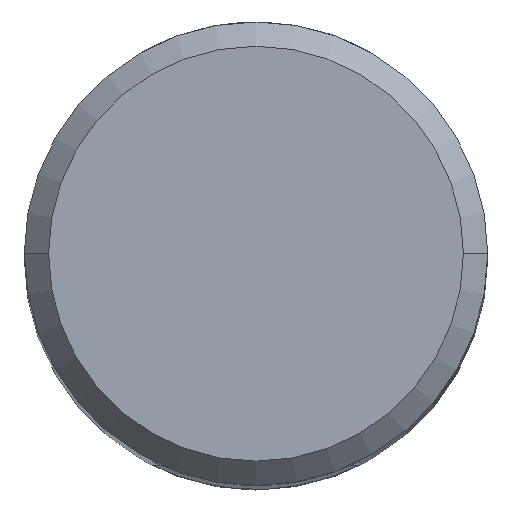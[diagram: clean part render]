
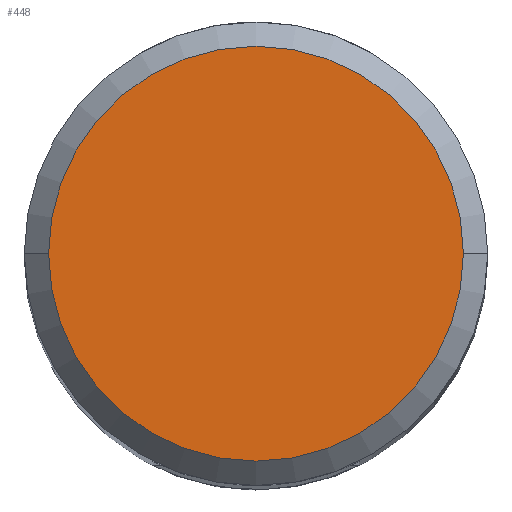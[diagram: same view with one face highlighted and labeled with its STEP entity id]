
A CAD part, top view. The second image highlights one B-rep face of the part: STEP entity #448.
In plain terms, the highlighted planar face has unit normal (0, 0, 1).
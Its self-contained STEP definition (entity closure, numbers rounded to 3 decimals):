
#284 = EDGE_CURVE('',#285,#287,#289,.T.);
#285 = VERTEX_POINT('',#286);
#286 = CARTESIAN_POINT('',(-8.525,0.,0.));
#287 = VERTEX_POINT('',#288);
#288 = CARTESIAN_POINT('',(8.525,0.,0.));
#289 = CIRCLE('',#290,8.525);
#290 = AXIS2_PLACEMENT_3D('',#291,#292,#293);
#291 = CARTESIAN_POINT('',(0.,0.,0.));
#292 = DIRECTION('',(0.,0.,-1.));
#293 = DIRECTION('',(-1.,0.,0.));
#448 = ADVANCED_FACE('',(#449),#459,.F.);
#449 = FACE_OUTER_BOUND('',#450,.T.);
#450 = EDGE_LOOP('',(#451,#452));
#451 = ORIENTED_EDGE('',*,*,#284,.F.);
#452 = ORIENTED_EDGE('',*,*,#453,.F.);
#453 = EDGE_CURVE('',#287,#285,#454,.T.);
#454 = CIRCLE('',#455,8.525);
#455 = AXIS2_PLACEMENT_3D('',#456,#457,#458);
#456 = CARTESIAN_POINT('',(0.,0.,0.));
#457 = DIRECTION('',(0.,0.,-1.));
#458 = DIRECTION('',(-1.,0.,0.));
#459 = PLANE('',#460);
#460 = AXIS2_PLACEMENT_3D('',#461,#462,#463);
#461 = CARTESIAN_POINT('',(0.,8.525,0.));
#462 = DIRECTION('',(0.,0.,-1.));
#463 = DIRECTION('',(1.,0.,0.));
